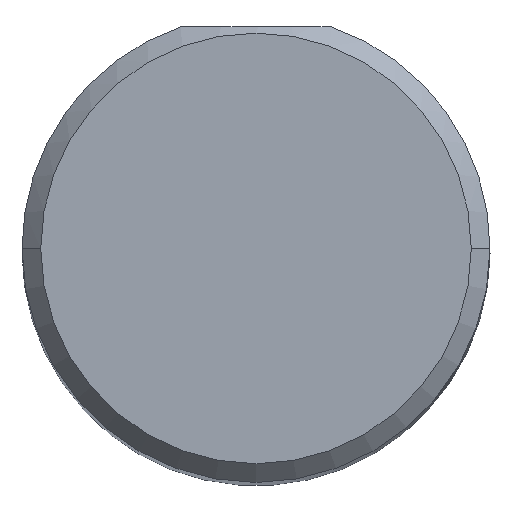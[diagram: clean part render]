
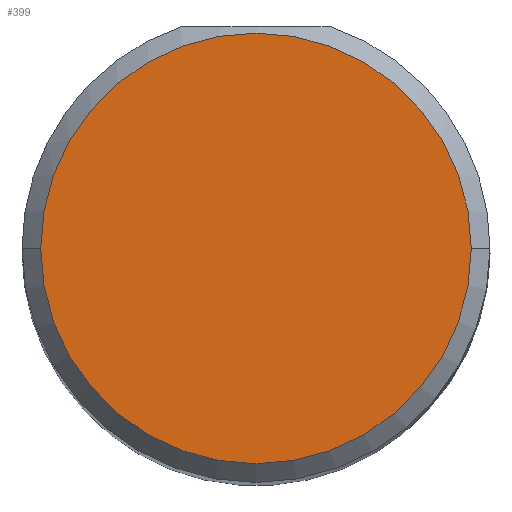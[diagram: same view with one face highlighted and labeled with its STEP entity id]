
A CAD part, top view. The second image highlights one B-rep face of the part: STEP entity #399.
In plain terms, the highlighted planar face has unit normal (0, 0, 1).
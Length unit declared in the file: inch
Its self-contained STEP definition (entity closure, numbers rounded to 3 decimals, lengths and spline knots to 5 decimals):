
#48 = FACE_OUTER_BOUND ( 'NONE', #288, .T. ) ;
#80 = CARTESIAN_POINT ( 'NONE',  ( 0., 0., 2.5 ) ) ;
#85 = EDGE_CURVE ( 'NONE', #519, #220, #616, .T. ) ;
#94 = DIRECTION ( 'NONE',  ( 1., 0., 0. ) ) ;
#104 = CARTESIAN_POINT ( 'NONE',  ( -0.1725, 0., 2.5 ) ) ;
#113 = DIRECTION ( 'NONE',  ( 0., 0., 1. ) ) ;
#139 = AXIS2_PLACEMENT_3D ( 'NONE', #80, #320, #453 ) ;
#207 = AXIS2_PLACEMENT_3D ( 'NONE', #436, #340, #94 ) ;
#220 = VERTEX_POINT ( 'NONE', #366 ) ;
#228 = EDGE_CURVE ( 'NONE', #220, #519, #241, .T. ) ;
#241 = CIRCLE ( 'NONE', #139, 0.1725 ) ;
#288 = EDGE_LOOP ( 'NONE', ( #390, #578 ) ) ;
#301 = CARTESIAN_POINT ( 'NONE',  ( 0., 0., 2.5 ) ) ;
#320 = DIRECTION ( 'NONE',  ( 0., 0., 1. ) ) ;
#340 = DIRECTION ( 'NONE',  ( 0., 0., 1. ) ) ;
#355 = AXIS2_PLACEMENT_3D ( 'NONE', #301, #113, #405 ) ;
#366 = CARTESIAN_POINT ( 'NONE',  ( 0.1725, 0., 2.5 ) ) ;
#386 = PLANE ( 'NONE',  #207 ) ;
#390 = ORIENTED_EDGE ( 'NONE', *, *, #85, .T. ) ;
#399 = ADVANCED_FACE ( 'NONE', ( #48 ), #386, .T. ) ;
#405 = DIRECTION ( 'NONE',  ( 1., 0., 0. ) ) ;
#436 = CARTESIAN_POINT ( 'NONE',  ( 0., 0., 2.5 ) ) ;
#453 = DIRECTION ( 'NONE',  ( 1., 0., 0. ) ) ;
#519 = VERTEX_POINT ( 'NONE', #104 ) ;
#578 = ORIENTED_EDGE ( 'NONE', *, *, #228, .T. ) ;
#616 = CIRCLE ( 'NONE', #355, 0.1725 ) ;
